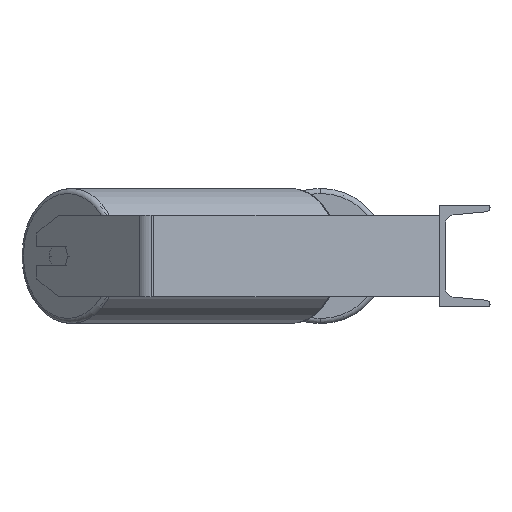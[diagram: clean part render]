
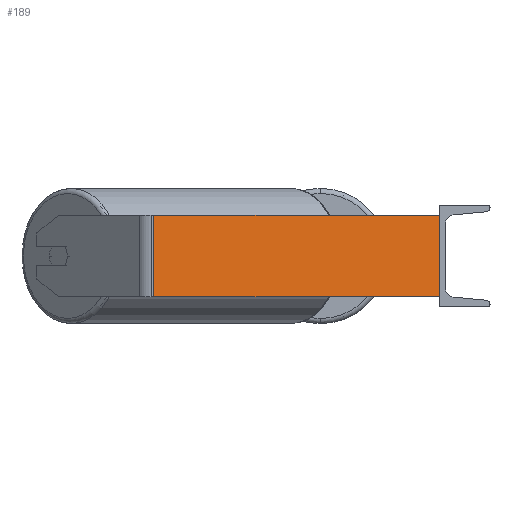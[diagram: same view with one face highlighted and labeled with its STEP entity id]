
A CAD part, left-side view. The second image highlights one B-rep face of the part: STEP entity #189.
In plain terms, the highlighted planar face has unit normal (-0.985, -0.174, 0).
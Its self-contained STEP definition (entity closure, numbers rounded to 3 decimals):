
#89 = EDGE_CURVE ( 'NONE', #7517, #5979, #2200, .T. ) ;
#189 = ADVANCED_FACE ( 'NONE', ( #4350 ), #1552, .F. ) ;
#1552 = PLANE ( 'NONE',  #4435 ) ;
#1687 = VECTOR ( 'NONE', #2049, 1000. ) ;
#1950 = EDGE_CURVE ( 'NONE', #5979, #8586, #7971, .T. ) ;
#2049 = DIRECTION ( 'NONE',  ( 0.174, -0.985, 0. ) ) ;
#2200 = LINE ( 'NONE', #8612, #2234 ) ;
#2234 = VECTOR ( 'NONE', #4994, 1000. ) ;
#3022 = CARTESIAN_POINT ( 'NONE',  ( -534.465, 280.532, 40. ) ) ;
#3250 = VECTOR ( 'NONE', #6673, 1000. ) ;
#3395 = CARTESIAN_POINT ( 'NONE',  ( -485., 0., -40. ) ) ;
#3830 = LINE ( 'NONE', #6689, #5662 ) ;
#4350 = FACE_OUTER_BOUND ( 'NONE', #4420, .T. ) ;
#4420 = EDGE_LOOP ( 'NONE', ( #7270, #8479, #8108, #8042 ) ) ;
#4435 = AXIS2_PLACEMENT_3D ( 'NONE', #6669, #5877, #5196 ) ;
#4733 = EDGE_CURVE ( 'NONE', #4835, #8586, #4761, .T. ) ;
#4761 = LINE ( 'NONE', #7576, #1687 ) ;
#4835 = VERTEX_POINT ( 'NONE', #4836 ) ;
#4836 = CARTESIAN_POINT ( 'NONE',  ( -534.465, 280.532, -40. ) ) ;
#4994 = DIRECTION ( 'NONE',  ( 0.174, -0.985, 0. ) ) ;
#5196 = DIRECTION ( 'NONE',  ( -0.174, 0.985, 0. ) ) ;
#5354 = DIRECTION ( 'NONE',  ( 0., 0., -1. ) ) ;
#5662 = VECTOR ( 'NONE', #5354, 1000. ) ;
#5877 = DIRECTION ( 'NONE',  ( 0.985, 0.174, 0. ) ) ;
#5979 = VERTEX_POINT ( 'NONE', #6324 ) ;
#6324 = CARTESIAN_POINT ( 'NONE',  ( -485., 0., 40. ) ) ;
#6486 = CARTESIAN_POINT ( 'NONE',  ( -485., 0., 40. ) ) ;
#6669 = CARTESIAN_POINT ( 'NONE',  ( -535.912, 288.735, 40. ) ) ;
#6673 = DIRECTION ( 'NONE',  ( 0., 0., -1. ) ) ;
#6689 = CARTESIAN_POINT ( 'NONE',  ( -534.465, 280.532, 40. ) ) ;
#7270 = ORIENTED_EDGE ( 'NONE', *, *, #4733, .T. ) ;
#7517 = VERTEX_POINT ( 'NONE', #3022 ) ;
#7576 = CARTESIAN_POINT ( 'NONE',  ( -535.912, 288.735, -40. ) ) ;
#7971 = LINE ( 'NONE', #6486, #3250 ) ;
#8042 = ORIENTED_EDGE ( 'NONE', *, *, #8402, .T. ) ;
#8108 = ORIENTED_EDGE ( 'NONE', *, *, #89, .F. ) ;
#8402 = EDGE_CURVE ( 'NONE', #7517, #4835, #3830, .T. ) ;
#8479 = ORIENTED_EDGE ( 'NONE', *, *, #1950, .F. ) ;
#8586 = VERTEX_POINT ( 'NONE', #3395 ) ;
#8612 = CARTESIAN_POINT ( 'NONE',  ( -535.912, 288.735, 40. ) ) ;
